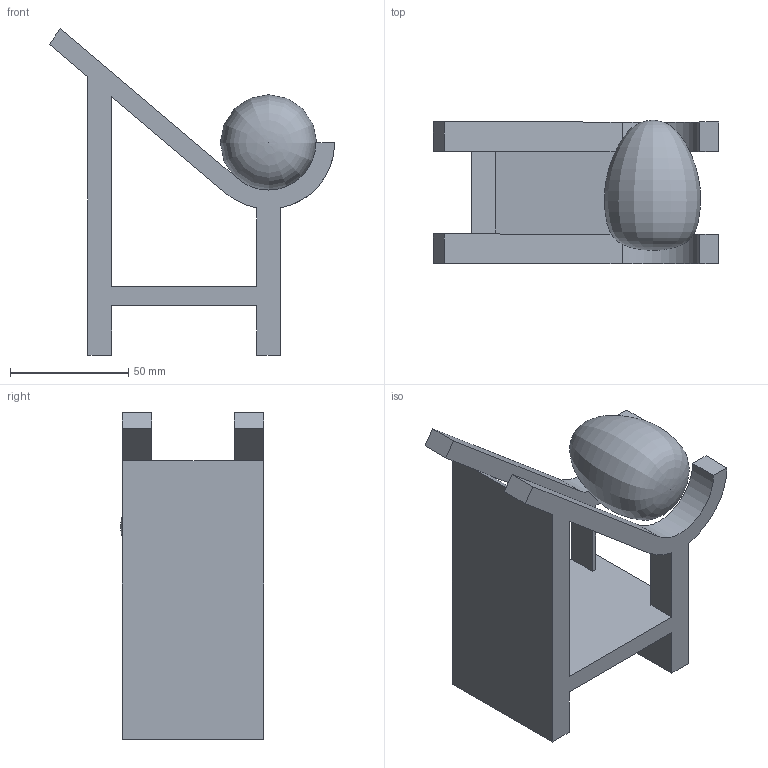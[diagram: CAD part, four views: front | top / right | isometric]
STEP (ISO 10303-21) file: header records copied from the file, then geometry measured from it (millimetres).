
FILE_DESCRIPTION(/* description */ ('Unknown'),/* implementation_level */ '2;1');
FILE_NAME(/* name */ 'Egg Ramp Assembly',/* time_stamp */ '2023-04-08T09:19:26-04:00',/* author */ ('Unknown'),/* organization */ ('Unknown'),/* preprocessor_version */ 'ST-DEVELOPER v18.102',/* originating_system */ 'Solid Edge',/* authorisation */ 'Unknown');
FILE_SCHEMA (('AUTOMOTIVE_DESIGN {1 0 10303 214 3 1 1}'));
Length unit declared in the file: millimetre
Products named in the file (3): Egg Ramp Assembly; Egg Ramp; Egg
Assembly tree (2 placements, depth 2):
  Egg Ramp Assembly
    Egg Ramp
    Egg
Bounding box: 120.83 x 60.84 x 138.35 mm (x, y, z)
Volume: 202104.3 mm3; surface area: 51309.2 mm2
Topology: 2 solids, 2 shells, 35 faces, 101 edges, 66 vertices
Faces by surface type: plane 28, cylinder 6, bspline 1
Entity records: 1620 total; most frequent: CARTESIAN_POINT 619, ORIENTED_EDGE 196, DIRECTION 186, EDGE_CURVE 98, LINE 84, VECTOR 84, VERTEX_POINT 66, AXIS2_PLACEMENT_3D 51
